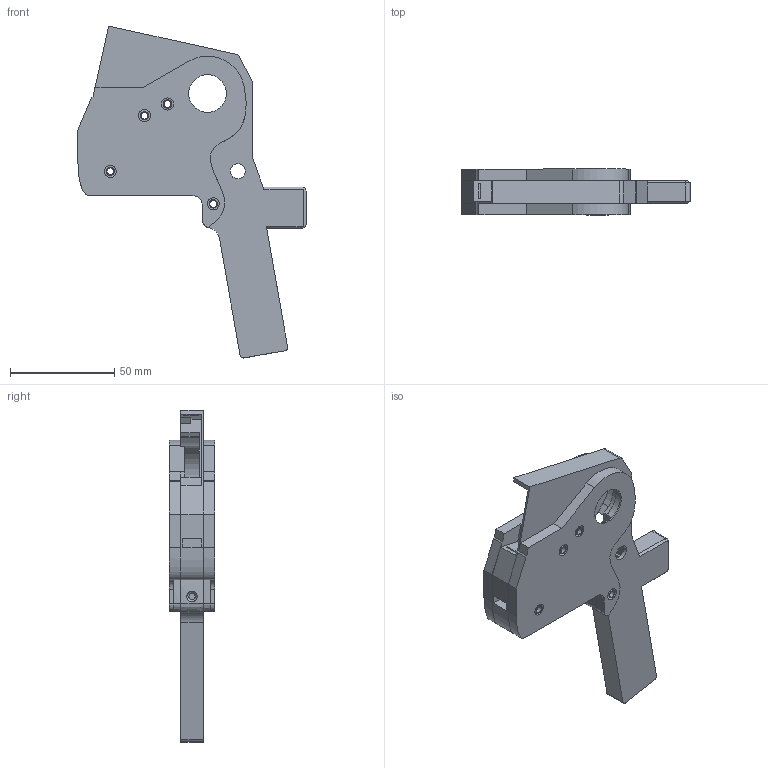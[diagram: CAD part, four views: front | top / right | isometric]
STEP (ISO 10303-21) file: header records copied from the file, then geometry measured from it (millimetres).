
FILE_DESCRIPTION(/* description */ (''),/* implementation_level */ '2;1');
FILE_NAME(/* name */ 'Träger.step',/* time_stamp */ '2021-12-01T19:51:49+01:00',/* author */ (''),/* organization */ (''),/* preprocessor_version */ 'ST-DEVELOPER v18.1',/* originating_system */ 'Autodesk Translation Framework v10.10.0.1391',/* authorisation */ '');
FILE_SCHEMA (('AUTOMOTIVE_DESIGN { 1 0 10303 214 3 1 1 }'));
Length unit declared in the file: millimetre
Products named in the file (1): Träger
Bounding box: 109.58 x 22 x 159.55 mm (x, y, z)
Volume: 68261.8 mm3; surface area: 47653.1 mm2
Topology: 3 solids, 3 shells, 597 faces, 1607 edges, 1060 vertices
Faces by surface type: plane 419, bspline 87, cylinder 81, cone 10
Full cylindrical faces by diameter (mm): 1.5 x4, 3 x1, 3.3 x14, 4 x8, 5.8 x4, 7.3 x3, 18.15 x2, 22.15 x2
Entity records: 21361 total; most frequent: CARTESIAN_POINT 6773, ORIENTED_EDGE 3210, DIRECTION 2614, EDGE_CURVE 1605, LINE 1182, VECTOR 1182, VERTEX_POINT 1060, AXIS2_PLACEMENT_3D 716
